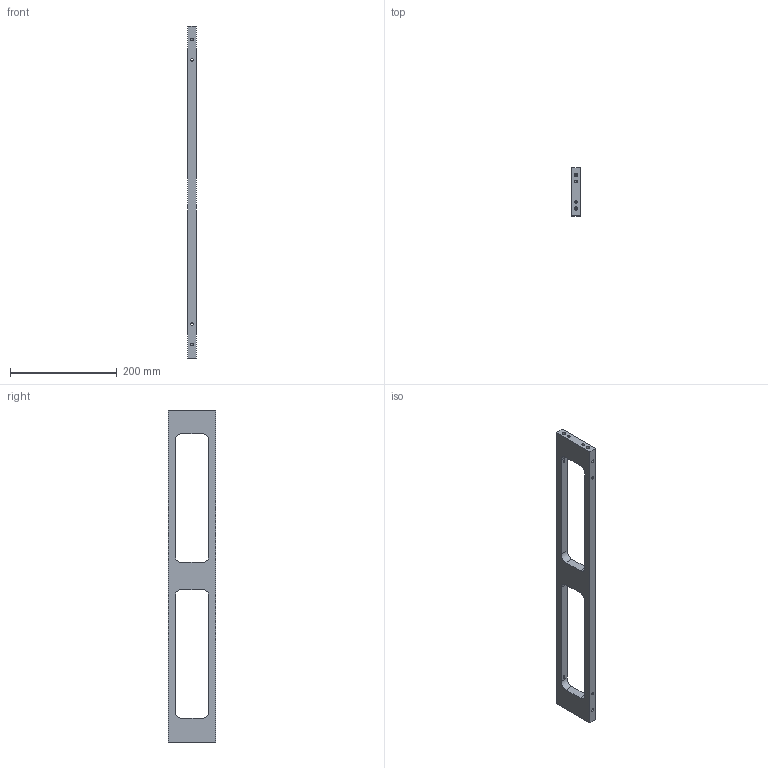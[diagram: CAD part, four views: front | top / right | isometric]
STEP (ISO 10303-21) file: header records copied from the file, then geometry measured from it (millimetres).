
FILE_DESCRIPTION(/* description */ ('NP2 CONNECTOR BAR'),/* implementation_level */ '2;1');
FILE_NAME(/* name */ 'J009956 NP2 CONNECTOR BAR Rev -.stp',/* time_stamp */ '2021-08-01T15:49:38-04:00',/* author */ ('arnoldj'),/* organization */ (''),/* preprocessor_version */ 'ST-DEVELOPER v18',/* originating_system */ 'Autodesk Inventor 2020',/* authorisation */ '');
FILE_SCHEMA (('AUTOMOTIVE_DESIGN { 1 0 10303 214 3 1 1 }'));
Length unit declared in the file: inch
Products named in the file (1): J009956
Bounding box: 15.88 x 88.9 x 622.3 mm (x, y, z)
Volume: 389710 mm3; surface area: 95467.5 mm2
Topology: 1 solids, 1 shells, 62 faces, 190 edges, 136 vertices
Faces by surface type: cylinder 28, plane 18, cone 16
Full cylindrical faces by diameter (mm): 4.762 x4, 4.851 x4, 4.978 x8, 6.401 x4
Entity records: 2425 total; most frequent: CARTESIAN_POINT 591, DIRECTION 382, ORIENTED_EDGE 360, EDGE_CURVE 180, AXIS2_PLACEMENT_3D 155, VERTEX_POINT 132, EDGE_LOOP 94, CIRCLE 92
